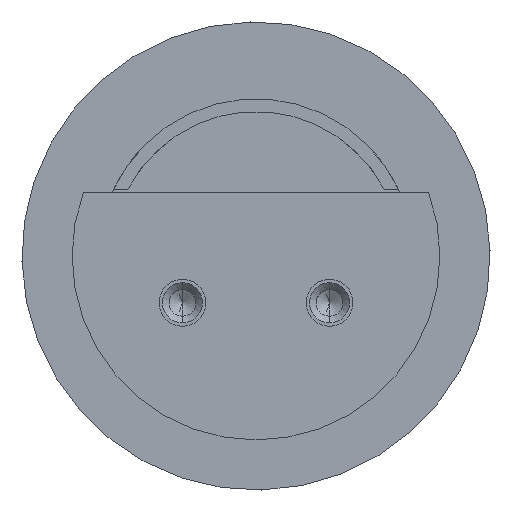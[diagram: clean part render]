
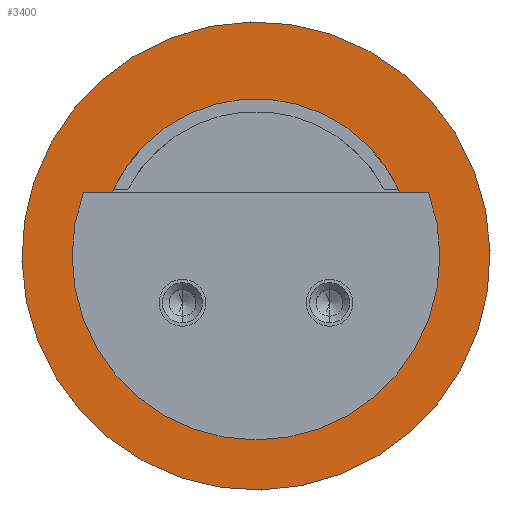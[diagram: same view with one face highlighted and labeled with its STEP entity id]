
A CAD part, front view. The second image highlights one B-rep face of the part: STEP entity #3400.
In plain terms, the highlighted planar face has unit normal (0, -1, 0).
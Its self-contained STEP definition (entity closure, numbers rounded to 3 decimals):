
#100 = CARTESIAN_POINT ( 'NONE',  ( 0., 0.5, 0. ) ) ;
#142 = ORIENTED_EDGE ( 'NONE', *, *, #1964, .T. ) ;
#177 = ORIENTED_EDGE ( 'NONE', *, *, #4807, .F. ) ;
#275 = FACE_BOUND ( 'NONE', #536, .T. ) ;
#307 = VERTEX_POINT ( 'NONE', #4700 ) ;
#318 = ORIENTED_EDGE ( 'NONE', *, *, #1429, .F. ) ;
#486 = DIRECTION ( 'NONE',  ( 0., -1., 0. ) ) ;
#536 = EDGE_LOOP ( 'NONE', ( #3162, #177, #903, #3341, #318, #1781 ) ) ;
#603 = CARTESIAN_POINT ( 'NONE',  ( 0., 0.5, 0. ) ) ;
#647 = AXIS2_PLACEMENT_3D ( 'NONE', #4340, #4391, #1146 ) ;
#718 = CARTESIAN_POINT ( 'NONE',  ( 2.127, 0.5, 1. ) ) ;
#753 = EDGE_CURVE ( 'Defeature ausgef�hrt8_1+Defeature ausgef�hrt8_3+Defeature ausgef�hrt8_3+Defeature ausgef�hrt8_3', #4168, #307, #4643, .T. ) ;
#796 = LINE ( 'NONE', #3582, #4430 ) ;
#852 = CIRCLE ( 'NONE', #4669, 2.35 ) ;
#861 = CARTESIAN_POINT ( 'NONE',  ( 0., 0.5, 0. ) ) ;
#890 = DIRECTION ( 'NONE',  ( 0., 0., 1. ) ) ;
#903 = ORIENTED_EDGE ( 'NONE', *, *, #4891, .F. ) ;
#924 = LINE ( 'NONE', #1286, #2322 ) ;
#1143 = VERTEX_POINT ( 'NONE', #4846 ) ;
#1146 = DIRECTION ( 'NONE',  ( -0.149, 0., -0.989 ) ) ;
#1255 = CARTESIAN_POINT ( 'NONE',  ( 0., 0.5, 0. ) ) ;
#1286 = CARTESIAN_POINT ( 'NONE',  ( 2.75, 0.5, 0.95 ) ) ;
#1374 = DIRECTION ( 'NONE',  ( 0., -1., 0. ) ) ;
#1429 = EDGE_CURVE ( 'Defeature ausgef�hrt8_51+Defeature ausgef�hrt8_1+Defeature ausgef�hrt8_50+Defeature ausgef�hrt8_50', #4128, #5050, #4266, .T. ) ;
#1618 = CARTESIAN_POINT ( 'NONE',  ( 2.149, 0.5, 0.95 ) ) ;
#1689 = CIRCLE ( 'NONE', #3289, 2.35 ) ;
#1736 = DIRECTION ( 'NONE',  ( 0., -1., 0. ) ) ;
#1781 = ORIENTED_EDGE ( 'NONE', *, *, #2294, .F. ) ;
#1841 = CARTESIAN_POINT ( 'NONE',  ( 2.581, 0.5, 0.95 ) ) ;
#1964 = EDGE_CURVE ( 'Defeature ausgef�hrt8_1+Defeature ausgef�hrt8_3+Defeature ausgef�hrt8_3+Defeature ausgef�hrt8_3', #307, #4168, #3009, .T. ) ;
#1976 = PLANE ( 'NONE',  #647 ) ;
#2026 = EDGE_CURVE ( 'Defeature ausgef�hrt8_0+Defeature ausgef�hrt8_1+Defeature ausgef�hrt8_58+Defeature ausgef�hrt8_50', #1143, #3702, #4191, .T. ) ;
#2068 = DIRECTION ( 'NONE',  ( 0., -1., 0. ) ) ;
#2178 = VERTEX_POINT ( 'NONE', #718 ) ;
#2227 = EDGE_LOOP ( 'NONE', ( #4561, #142 ) ) ;
#2294 = EDGE_CURVE ( 'Defeature ausgef�hrt8_50+Defeature ausgef�hrt8_1+Defeature ausgef�hrt8_0+Defeature ausgef�hrt8_51', #3702, #4128, #796, .T. ) ;
#2322 = VECTOR ( 'NONE', #3604, 1000. ) ;
#2442 = VERTEX_POINT ( 'NONE', #1618 ) ;
#2450 = EDGE_CURVE ( 'Defeature ausgef�hrt8_50+Defeature ausgef�hrt8_1+Defeature ausgef�hrt8_51+Defeature ausgef�hrt8_0', #5050, #2442, #924, .T. ) ;
#2457 = AXIS2_PLACEMENT_3D ( 'NONE', #2924, #1374, #4532 ) ;
#2605 = DIRECTION ( 'NONE',  ( 0., 0., 1. ) ) ;
#2689 = CARTESIAN_POINT ( 'NONE',  ( -2.581, 0.5, 0.95 ) ) ;
#2894 = AXIS2_PLACEMENT_3D ( 'NONE', #861, #2068, #4031 ) ;
#2924 = CARTESIAN_POINT ( 'NONE',  ( 0., 0.5, 0. ) ) ;
#2946 = CARTESIAN_POINT ( 'NONE',  ( -2.149, 0.5, 0.95 ) ) ;
#3009 = CIRCLE ( 'NONE', #2457, 3.5 ) ;
#3162 = ORIENTED_EDGE ( 'NONE', *, *, #2026, .F. ) ;
#3289 = AXIS2_PLACEMENT_3D ( 'NONE', #100, #486, #890 ) ;
#3341 = ORIENTED_EDGE ( 'NONE', *, *, #2450, .F. ) ;
#3400 = ADVANCED_FACE ( 'Defeature ausgef�hrt8_1', ( #4475, #275 ), #1976, .F. ) ;
#3582 = CARTESIAN_POINT ( 'NONE',  ( 2.75, 0.5, 0.95 ) ) ;
#3604 = DIRECTION ( 'NONE',  ( -1., 0., 0. ) ) ;
#3702 = VERTEX_POINT ( 'NONE', #2946 ) ;
#3723 = AXIS2_PLACEMENT_3D ( 'NONE', #4173, #4609, #4574 ) ;
#3971 = CARTESIAN_POINT ( 'NONE',  ( 0.522, 0.5, 3.461 ) ) ;
#3972 = DIRECTION ( 'NONE',  ( -1., 0., 0. ) ) ;
#4031 = DIRECTION ( 'NONE',  ( 0., 0., 1. ) ) ;
#4040 = DIRECTION ( 'NONE',  ( 0., 0., 1. ) ) ;
#4128 = VERTEX_POINT ( 'NONE', #2689 ) ;
#4156 = AXIS2_PLACEMENT_3D ( 'NONE', #603, #4227, #2605 ) ;
#4168 = VERTEX_POINT ( 'NONE', #3971 ) ;
#4173 = CARTESIAN_POINT ( 'NONE',  ( 0., 0.5, 0. ) ) ;
#4191 = CIRCLE ( 'NONE', #4156, 2.35 ) ;
#4227 = DIRECTION ( 'NONE',  ( 0., -1., 0. ) ) ;
#4266 = CIRCLE ( 'NONE', #2894, 2.75 ) ;
#4340 = CARTESIAN_POINT ( 'NONE',  ( -3.461, 0.5, 0.522 ) ) ;
#4391 = DIRECTION ( 'NONE',  ( 0., 1., 0. ) ) ;
#4430 = VECTOR ( 'NONE', #3972, 1000. ) ;
#4475 = FACE_OUTER_BOUND ( 'NONE', #2227, .T. ) ;
#4532 = DIRECTION ( 'NONE',  ( 0.149, 0., 0.989 ) ) ;
#4561 = ORIENTED_EDGE ( 'NONE', *, *, #753, .T. ) ;
#4574 = DIRECTION ( 'NONE',  ( 0.149, 0., 0.989 ) ) ;
#4609 = DIRECTION ( 'NONE',  ( 0., -1., 0. ) ) ;
#4643 = CIRCLE ( 'NONE', #3723, 3.5 ) ;
#4669 = AXIS2_PLACEMENT_3D ( 'NONE', #1255, #1736, #4040 ) ;
#4700 = CARTESIAN_POINT ( 'NONE',  ( -0.522, 0.5, -3.461 ) ) ;
#4807 = EDGE_CURVE ( 'Defeature ausgef�hrt8_52+Defeature ausgef�hrt8_1+Defeature ausgef�hrt8_57+Defeature ausgef�hrt8_58', #2178, #1143, #1689, .T. ) ;
#4846 = CARTESIAN_POINT ( 'NONE',  ( -2.127, 0.5, 1. ) ) ;
#4891 = EDGE_CURVE ( 'Defeature ausgef�hrt8_0+Defeature ausgef�hrt8_1+Defeature ausgef�hrt8_50+Defeature ausgef�hrt8_57', #2442, #2178, #852, .T. ) ;
#5050 = VERTEX_POINT ( 'NONE', #1841 ) ;
